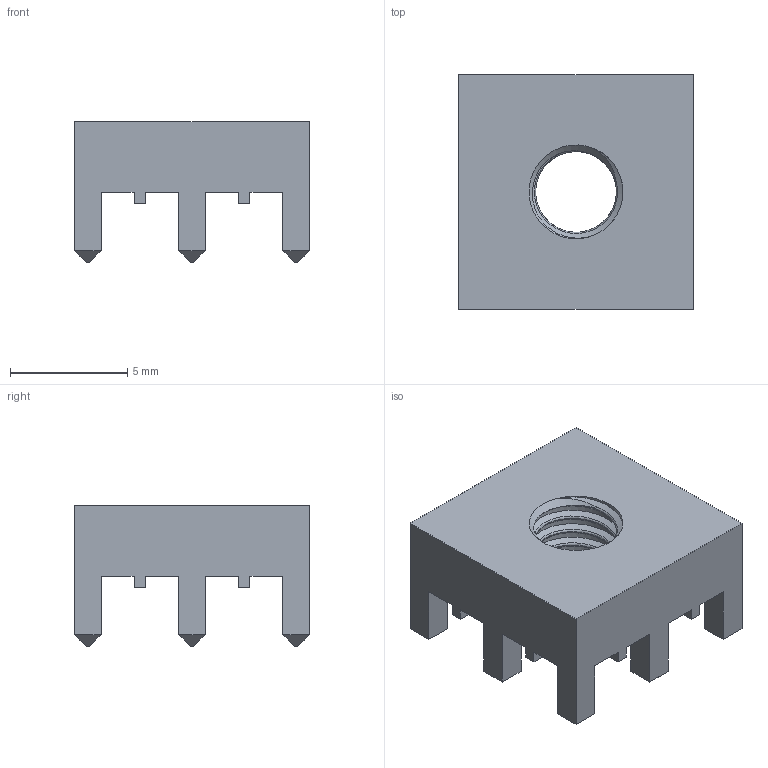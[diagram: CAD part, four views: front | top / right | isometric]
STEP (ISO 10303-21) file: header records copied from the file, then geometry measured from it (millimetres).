
FILE_DESCRIPTION(/* description */ ('Unknown'),/* implementation_level */ '2;1');
FILE_NAME(/* name */ '74650094',/* time_stamp */ '2020-08-24T10:38:26+02:00',/* author */ ('Unknown'),/* organization */ ('Unknown'),/* preprocessor_version */ 'ST-DEVELOPER v16.7',/* originating_system */ 'DEX',/* authorisation */ $);
FILE_SCHEMA (('AUTOMOTIVE_DESIGN {1 0 10303 214 3 1 1}'));
Length unit declared in the file: millimetre
Products named in the file (1): 74650094_thread
Bounding box: 10 x 10 x 6 mm (x, y, z)
Volume: 297.4 mm3; surface area: 465.2 mm2
Topology: 1 solids, 1 shells, 152 faces, 395 edges, 252 vertices
Faces by surface type: plane 138, bspline 9, cylinder 4, cone 1
Entity records: 6354 total; most frequent: CARTESIAN_POINT 2709, ORIENTED_EDGE 790, DIRECTION 661, EDGE_CURVE 395, LINE 363, VECTOR 363, VERTEX_POINT 252, EDGE_LOOP 161
